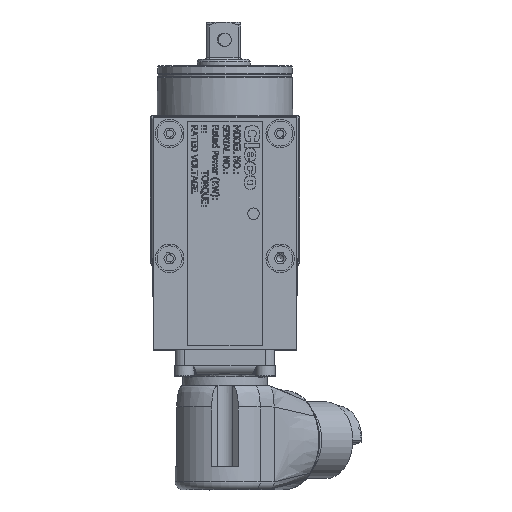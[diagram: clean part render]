
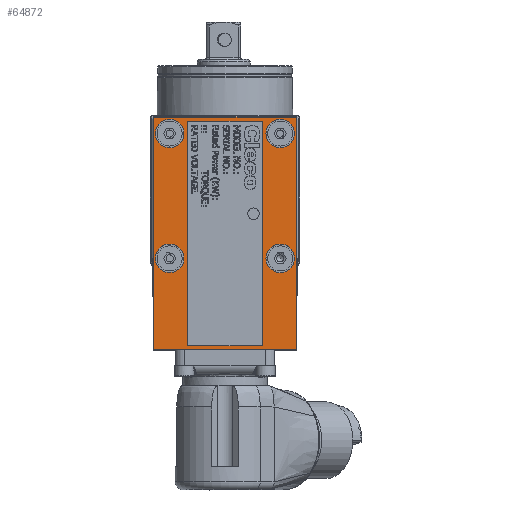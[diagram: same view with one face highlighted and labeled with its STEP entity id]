
A CAD part, top view. The second image highlights one B-rep face of the part: STEP entity #64872.
In plain terms, the highlighted planar face has unit normal (0, 0, 1).
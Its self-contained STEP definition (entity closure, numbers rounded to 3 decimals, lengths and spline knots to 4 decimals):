
#1735=FACE_BOUND('',#12714,.T.);
#1736=FACE_BOUND('',#12715,.T.);
#1737=FACE_BOUND('',#12716,.T.);
#1738=FACE_BOUND('',#12717,.T.);
#1739=FACE_BOUND('',#12718,.T.);
#3253=PLANE('',#68876);
#9099=FACE_OUTER_BOUND('',#12713,.T.);
#12713=EDGE_LOOP('',(#56066,#56067,#56068,#56069));
#12714=EDGE_LOOP('',(#56070,#56071,#56072,#56073));
#12715=EDGE_LOOP('',(#56074,#56075));
#12716=EDGE_LOOP('',(#56076,#56077));
#12717=EDGE_LOOP('',(#56078,#56079));
#12718=EDGE_LOOP('',(#56080,#56081));
#14952=CIRCLE('',#68849,0.4);
#14953=CIRCLE('',#68850,0.4);
#14958=CIRCLE('',#68857,0.4);
#14959=CIRCLE('',#68858,0.4);
#14964=CIRCLE('',#68865,0.4);
#14965=CIRCLE('',#68866,0.4);
#14968=CIRCLE('',#68871,0.4);
#14969=CIRCLE('',#68872,0.4);
#20752=LINE('',#108812,#25908);
#20754=LINE('',#108816,#25910);
#20756=LINE('',#108820,#25912);
#20758=LINE('',#108823,#25914);
#21629=LINE('',#116881,#26785);
#21636=LINE('',#116938,#26792);
#21638=LINE('',#116942,#26794);
#21640=LINE('',#116945,#26796);
#25908=VECTOR('',#78397,1.);
#25910=VECTOR('',#78401,1.);
#25912=VECTOR('',#78405,1.);
#25914=VECTOR('',#78409,1.);
#26785=VECTOR('',#80936,1.);
#26792=VECTOR('',#81001,1.);
#26794=VECTOR('',#81005,1.);
#26796=VECTOR('',#81009,1.);
#31089=VERTEX_POINT('',#108809);
#31090=VERTEX_POINT('',#108811);
#31091=VERTEX_POINT('',#108815);
#31092=VERTEX_POINT('',#108819);
#32254=VERTEX_POINT('',#116878);
#32255=VERTEX_POINT('',#116880);
#32258=VERTEX_POINT('',#116889);
#32259=VERTEX_POINT('',#116890);
#32264=VERTEX_POINT('',#116904);
#32265=VERTEX_POINT('',#116905);
#32270=VERTEX_POINT('',#116919);
#32271=VERTEX_POINT('',#116920);
#32274=VERTEX_POINT('',#116930);
#32275=VERTEX_POINT('',#116931);
#32276=VERTEX_POINT('',#116937);
#32277=VERTEX_POINT('',#116941);
#38817=EDGE_CURVE('',#31090,#31089,#20752,.T.);
#38819=EDGE_CURVE('',#31091,#31090,#20754,.T.);
#38821=EDGE_CURVE('',#31092,#31091,#20756,.T.);
#38823=EDGE_CURVE('',#31089,#31092,#20758,.T.);
#40593=EDGE_CURVE('',#32254,#32255,#21629,.T.);
#40597=EDGE_CURVE('',#32258,#32259,#14952,.T.);
#40598=EDGE_CURVE('',#32259,#32258,#14953,.T.);
#40604=EDGE_CURVE('',#32264,#32265,#14958,.T.);
#40605=EDGE_CURVE('',#32265,#32264,#14959,.T.);
#40611=EDGE_CURVE('',#32270,#32271,#14964,.T.);
#40612=EDGE_CURVE('',#32271,#32270,#14965,.T.);
#40616=EDGE_CURVE('',#32274,#32275,#14968,.T.);
#40617=EDGE_CURVE('',#32275,#32274,#14969,.T.);
#40620=EDGE_CURVE('',#32276,#32255,#21636,.T.);
#40622=EDGE_CURVE('',#32277,#32276,#21638,.T.);
#40624=EDGE_CURVE('',#32277,#32254,#21640,.T.);
#56066=ORIENTED_EDGE('',*,*,#40624,.F.);
#56067=ORIENTED_EDGE('',*,*,#40622,.T.);
#56068=ORIENTED_EDGE('',*,*,#40620,.T.);
#56069=ORIENTED_EDGE('',*,*,#40593,.F.);
#56070=ORIENTED_EDGE('',*,*,#38817,.T.);
#56071=ORIENTED_EDGE('',*,*,#38823,.T.);
#56072=ORIENTED_EDGE('',*,*,#38821,.T.);
#56073=ORIENTED_EDGE('',*,*,#38819,.T.);
#56074=ORIENTED_EDGE('',*,*,#40597,.T.);
#56075=ORIENTED_EDGE('',*,*,#40598,.T.);
#56076=ORIENTED_EDGE('',*,*,#40604,.T.);
#56077=ORIENTED_EDGE('',*,*,#40605,.T.);
#56078=ORIENTED_EDGE('',*,*,#40611,.T.);
#56079=ORIENTED_EDGE('',*,*,#40612,.T.);
#56080=ORIENTED_EDGE('',*,*,#40616,.T.);
#56081=ORIENTED_EDGE('',*,*,#40617,.T.);
#64872=ADVANCED_FACE('',(#9099,#1735,#1736,#1737,#1738,#1739),#3253,.T.);
#68849=AXIS2_PLACEMENT_3D('',#116891,#80946,#80947);
#68850=AXIS2_PLACEMENT_3D('',#116892,#80948,#80949);
#68857=AXIS2_PLACEMENT_3D('',#116906,#80963,#80964);
#68858=AXIS2_PLACEMENT_3D('',#116907,#80965,#80966);
#68865=AXIS2_PLACEMENT_3D('',#116921,#80980,#80981);
#68866=AXIS2_PLACEMENT_3D('',#116922,#80982,#80983);
#68871=AXIS2_PLACEMENT_3D('',#116932,#80993,#80994);
#68872=AXIS2_PLACEMENT_3D('',#116933,#80995,#80996);
#68876=AXIS2_PLACEMENT_3D('',#116947,#81011,#81012);
#78397=DIRECTION('',(1.,0.,0.));
#78401=DIRECTION('',(0.,1.,0.));
#78405=DIRECTION('',(-1.,0.,0.));
#78409=DIRECTION('',(0.,-1.,0.));
#80936=DIRECTION('',(-1.,0.,0.));
#80946=DIRECTION('center_axis',(0.,0.,
-1.));
#80947=DIRECTION('ref_axis',(1.,0.,0.));
#80948=DIRECTION('center_axis',(0.,0.,
-1.));
#80949=DIRECTION('ref_axis',(1.,0.,0.));
#80963=DIRECTION('center_axis',(0.,0.,
-1.));
#80964=DIRECTION('ref_axis',(-1.,0.,0.));
#80965=DIRECTION('center_axis',(0.,0.,
-1.));
#80966=DIRECTION('ref_axis',(-1.,0.,0.));
#80980=DIRECTION('center_axis',(0.,0.,
-1.));
#80981=DIRECTION('ref_axis',(1.,0.,0.));
#80982=DIRECTION('center_axis',(0.,0.,
-1.));
#80983=DIRECTION('ref_axis',(1.,0.,0.));
#80993=DIRECTION('center_axis',(0.,0.,
-1.));
#80994=DIRECTION('ref_axis',(-1.,0.,0.));
#80995=DIRECTION('center_axis',(0.,0.,
-1.));
#80996=DIRECTION('ref_axis',(-1.,0.,0.));
#81001=DIRECTION('',(0.,-1.,0.));
#81005=DIRECTION('',(-1.,0.,0.));
#81009=DIRECTION('',(0.,-1.,0.));
#81011=DIRECTION('center_axis',(0.,0.,
1.));
#81012=DIRECTION('ref_axis',(-1.,0.,0.));
#108809=CARTESIAN_POINT('',(1.05,1.9,15.2));
#108811=CARTESIAN_POINT('',(-1.05,1.9,15.2));
#108812=CARTESIAN_POINT('',(-0.525,1.9,15.2));
#108815=CARTESIAN_POINT('',(-1.05,-4.4,15.2));
#108816=CARTESIAN_POINT('',(-1.05,-2.7,15.2));
#108819=CARTESIAN_POINT('',(1.05,-4.4,15.2));
#108820=CARTESIAN_POINT('',(0.525,-4.4,15.2));
#108823=CARTESIAN_POINT('',(1.05,0.45,15.2));
#116878=CARTESIAN_POINT('',(2.,-4.5,15.2));
#116880=CARTESIAN_POINT('',(-2.,-4.5,15.2));
#116881=CARTESIAN_POINT('',(2.,-4.5,15.2));
#116889=CARTESIAN_POINT('',(-1.15,-1.95,15.2));
#116890=CARTESIAN_POINT('',(-1.95,-1.95,15.2));
#116891=CARTESIAN_POINT('Origin',(-1.55,-1.95,15.2));
#116892=CARTESIAN_POINT('Origin',(-1.55,-1.95,15.2));
#116904=CARTESIAN_POINT('',(1.15,-1.95,15.2));
#116905=CARTESIAN_POINT('',(1.95,-1.95,15.2));
#116906=CARTESIAN_POINT('Origin',(1.55,-1.95,15.2));
#116907=CARTESIAN_POINT('Origin',(1.55,-1.95,15.2));
#116919=CARTESIAN_POINT('',(-1.15,1.55,15.2));
#116920=CARTESIAN_POINT('',(-1.95,1.55,15.2));
#116921=CARTESIAN_POINT('Origin',(-1.55,1.55,15.2));
#116922=CARTESIAN_POINT('Origin',(-1.55,1.55,15.2));
#116930=CARTESIAN_POINT('',(1.15,1.55,15.2));
#116931=CARTESIAN_POINT('',(1.95,1.55,15.2));
#116932=CARTESIAN_POINT('Origin',(1.55,1.55,15.2));
#116933=CARTESIAN_POINT('Origin',(1.55,1.55,15.2));
#116937=CARTESIAN_POINT('',(-2.,2.,15.2));
#116938=CARTESIAN_POINT('',(-2.,-4.,15.2));
#116941=CARTESIAN_POINT('',(2.,2.,15.2));
#116942=CARTESIAN_POINT('',(-2.,2.,15.2));
#116945=CARTESIAN_POINT('',(2.,-4.,15.2));
#116947=CARTESIAN_POINT('Origin',(0.,-1.,
15.2));
